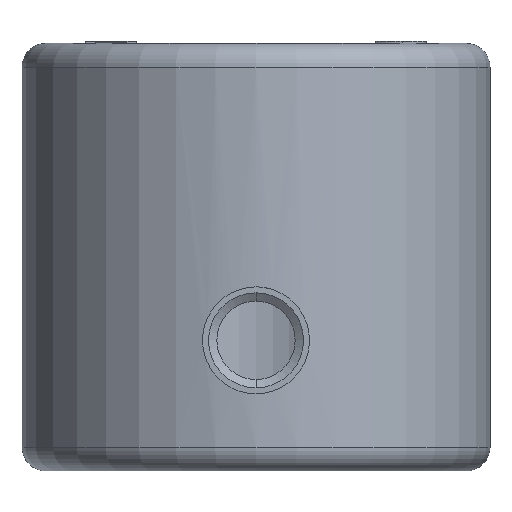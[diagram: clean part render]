
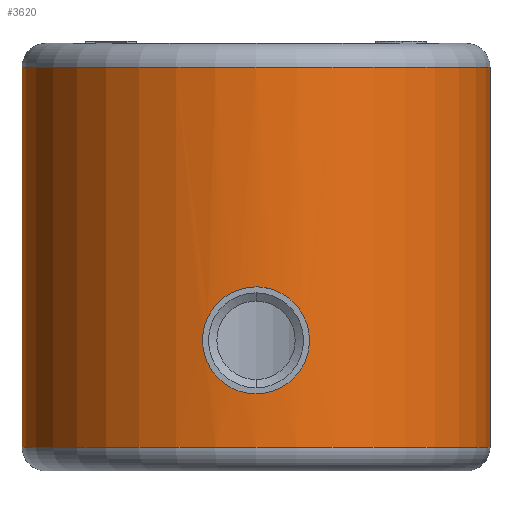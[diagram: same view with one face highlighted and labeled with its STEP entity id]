
A CAD part, front view. The second image highlights one B-rep face of the part: STEP entity #3620.
In plain terms, the highlighted cylindrical face has radius 9.85 mm (diameter 19.7 mm), a partial arc.
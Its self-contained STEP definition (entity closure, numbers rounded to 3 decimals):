
#140 = CIRCLE ( 'NONE', #4110, 9.85 ) ;
#240 = CIRCLE ( 'NONE', #3707, 9.85 ) ;
#253 = VECTOR ( 'NONE', #1618, 1000. ) ;
#254 = LINE ( 'NONE', #1332, #253 ) ;
#561 = ORIENTED_EDGE ( 'NONE', *, *, #3755, .F. ) ;
#672 = ORIENTED_EDGE ( 'NONE', *, *, #875, .T. ) ;
#693 = ORIENTED_EDGE ( 'NONE', *, *, #4008, .T. ) ;
#719 = EDGE_LOOP ( 'NONE', ( #561, #693, #672, #725 ) ) ;
#725 = ORIENTED_EDGE ( 'NONE', *, *, #3882, .T. ) ;
#749 = ORIENTED_EDGE ( 'NONE', *, *, #912, .F. ) ;
#761 = EDGE_LOOP ( 'NONE', ( #782, #749 ) ) ;
#782 = ORIENTED_EDGE ( 'NONE', *, *, #929, .F. ) ;
#875 = EDGE_CURVE ( 'NONE', #3324, #3330, #4272, .T. ) ;
#912 = EDGE_CURVE ( 'NONE', #3200, #3213, #4501, .T. ) ;
#929 = EDGE_CURVE ( 'NONE', #3213, #3200, #4497, .T. ) ;
#996 = FACE_BOUND ( 'NONE', #761, .T. ) ;
#1039 = CYLINDRICAL_SURFACE ( 'NONE', #4097, 9.85 ) ;
#1079 = FACE_OUTER_BOUND ( 'NONE', #719, .T. ) ;
#1332 = CARTESIAN_POINT ( 'NONE',  ( 9.85, 0., 18. ) ) ;
#1573 = CARTESIAN_POINT ( 'NONE',  ( 0., 0., 1. ) ) ;
#1587 = DIRECTION ( 'NONE',  ( 0., 0., 1. ) ) ;
#1588 = DIRECTION ( 'NONE',  ( 1., 0., 0. ) ) ;
#1618 = DIRECTION ( 'NONE',  ( 0., 0., -1. ) ) ;
#1644 = DIRECTION ( 'NONE',  ( -1., 0., 0. ) ) ;
#1862 = CARTESIAN_POINT ( 'NONE',  ( 0., 0., 17. ) ) ;
#1865 = DIRECTION ( 'NONE',  ( 0., 0., -1. ) ) ;
#1872 = DIRECTION ( 'NONE',  ( 1., 0., 0. ) ) ;
#1873 = CARTESIAN_POINT ( 'NONE',  ( 0., 0., 18. ) ) ;
#1973 = DIRECTION ( 'NONE',  ( 0., 0., -1. ) ) ;
#2596 = CARTESIAN_POINT ( 'NONE',  ( 1.135, -9.788, 7.464 ) ) ;
#2602 = CARTESIAN_POINT ( 'NONE',  ( 0.729, -9.824, 7.634 ) ) ;
#2603 = CARTESIAN_POINT ( 'NONE',  ( 1.385, -9.754, 7.297 ) ) ;
#2604 = CARTESIAN_POINT ( 'NONE',  ( 1.695, -9.704, 6.987 ) ) ;
#2610 = CARTESIAN_POINT ( 'NONE',  ( 2.25, -9.59, 5.202 ) ) ;
#2611 = CARTESIAN_POINT ( 'NONE',  ( 2.178, -9.606, 6.083 ) ) ;
#2612 = CARTESIAN_POINT ( 'NONE',  ( 0.998, -9.8, 3.478 ) ) ;
#2614 = CARTESIAN_POINT ( 'NONE',  ( 2.236, -9.593, 5.794 ) ) ;
#2615 = CARTESIAN_POINT ( 'NONE',  ( 0.591, -9.836, 3.309 ) ) ;
#2619 = CARTESIAN_POINT ( 'NONE',  ( 1.789, -9.687, 4.127 ) ) ;
#2620 = CARTESIAN_POINT ( 'NONE',  ( 1.374, -9.755, 3.712 ) ) ;
#2622 = CARTESIAN_POINT ( 'NONE',  ( 1.129, -9.786, 3.548 ) ) ;
#2625 = CARTESIAN_POINT ( 'NONE',  ( 2.135, -9.616, 6.226 ) ) ;
#2626 = CARTESIAN_POINT ( 'NONE',  ( 1.694, -9.704, 4.012 ) ) ;
#2630 = CARTESIAN_POINT ( 'NONE',  ( 1.486, -9.738, 3.805 ) ) ;
#2631 = CARTESIAN_POINT ( 'NONE',  ( 1.953, -9.655, 6.627 ) ) ;
#2632 = CARTESIAN_POINT ( 'NONE',  ( 1.951, -9.655, 4.37 ) ) ;
#2634 = CARTESIAN_POINT ( 'NONE',  ( 2.021, -9.641, 4.499 ) ) ;
#2636 = CARTESIAN_POINT ( 'NONE',  ( 2.191, -9.604, 4.909 ) ) ;
#2638 = CARTESIAN_POINT ( 'NONE',  ( 2.022, -9.64, 6.498 ) ) ;
#2639 = CARTESIAN_POINT ( 'NONE',  ( 2.25, -9.59, 5.648 ) ) ;
#2644 = CARTESIAN_POINT ( 'NONE',  ( 0.586, -9.834, 7.677 ) ) ;
#2645 = CARTESIAN_POINT ( 'NONE',  ( 0.296, -9.847, 7.735 ) ) ;
#2646 = CARTESIAN_POINT ( 'NONE',  ( 0.149, -9.85, 7.75 ) ) ;
#2647 = CARTESIAN_POINT ( 'NONE',  ( 0., -9.85, 7.75 ) ) ;
#2667 = CARTESIAN_POINT ( 'NONE',  ( 0.294, -9.85, 3.25 ) ) ;
#2671 = CARTESIAN_POINT ( 'NONE',  ( 1.789, -9.686, 6.872 ) ) ;
#2700 = CARTESIAN_POINT ( 'NONE',  ( -0.149, -9.85, 7.75 ) ) ;
#2713 = CARTESIAN_POINT ( 'NONE',  ( -0.727, -9.824, 7.634 ) ) ;
#2718 = CARTESIAN_POINT ( 'NONE',  ( -1., -9.8, 7.521 ) ) ;
#2719 = CARTESIAN_POINT ( 'NONE',  ( -2.235, -9.593, 5.204 ) ) ;
#2720 = CARTESIAN_POINT ( 'NONE',  ( -1.488, -9.738, 7.194 ) ) ;
#2721 = CARTESIAN_POINT ( 'NONE',  ( -2.178, -9.606, 4.915 ) ) ;
#2722 = CARTESIAN_POINT ( 'NONE',  ( -2.25, -9.59, 5.354 ) ) ;
#2723 = CARTESIAN_POINT ( 'NONE',  ( -1.798, -9.687, 6.884 ) ) ;
#2724 = CARTESIAN_POINT ( 'NONE',  ( -1.373, -9.755, 7.289 ) ) ;
#2726 = CARTESIAN_POINT ( 'NONE',  ( -2.25, -9.59, 5.648 ) ) ;
#2728 = CARTESIAN_POINT ( 'NONE',  ( -1.373, -9.755, 3.712 ) ) ;
#2729 = CARTESIAN_POINT ( 'NONE',  ( -1.13, -9.786, 3.549 ) ) ;
#2730 = CARTESIAN_POINT ( 'NONE',  ( -1.965, -9.653, 4.365 ) ) ;
#2731 = CARTESIAN_POINT ( 'NONE',  ( -0.296, -9.847, 7.735 ) ) ;
#2732 = CARTESIAN_POINT ( 'NONE',  ( -2.236, -9.593, 5.795 ) ) ;
#2734 = CARTESIAN_POINT ( 'NONE',  ( -0.998, -9.8, 3.478 ) ) ;
#2738 = CARTESIAN_POINT ( 'NONE',  ( -0.586, -9.834, 3.323 ) ) ;
#2739 = CARTESIAN_POINT ( 'NONE',  ( -0.297, -9.847, 3.265 ) ) ;
#2740 = CARTESIAN_POINT ( 'NONE',  ( -0.726, -9.824, 3.365 ) ) ;
#2742 = CARTESIAN_POINT ( 'NONE',  ( -2.135, -9.616, 4.774 ) ) ;
#2743 = CARTESIAN_POINT ( 'NONE',  ( -1.486, -9.738, 3.804 ) ) ;
#2744 = CARTESIAN_POINT ( 'NONE',  ( -1.8, -9.687, 4.117 ) ) ;
#2747 = CARTESIAN_POINT ( 'NONE',  ( -2.178, -9.606, 6.085 ) ) ;
#2763 = CARTESIAN_POINT ( 'NONE',  ( 0., -9.85, 3.25 ) ) ;
#2769 = CARTESIAN_POINT ( 'NONE',  ( -0.584, -9.834, 7.678 ) ) ;
#2771 = CARTESIAN_POINT ( 'NONE',  ( -0.147, -9.85, 3.25 ) ) ;
#2774 = CARTESIAN_POINT ( 'NONE',  ( -1.129, -9.786, 7.452 ) ) ;
#2777 = CARTESIAN_POINT ( 'NONE',  ( -2.134, -9.616, 6.228 ) ) ;
#2778 = CARTESIAN_POINT ( 'NONE',  ( -1.966, -9.653, 6.633 ) ) ;
#2780 = CARTESIAN_POINT ( 'NONE',  ( 0., -9.85, 7.75 ) ) ;
#2789 = CARTESIAN_POINT ( 'NONE',  ( -9.85, 0., 1. ) ) ;
#2793 = CARTESIAN_POINT ( 'NONE',  ( -9.85, 0., 17. ) ) ;
#2829 = CARTESIAN_POINT ( 'NONE',  ( 0., -9.85, 3.25 ) ) ;
#2834 = CARTESIAN_POINT ( 'NONE',  ( 9.85, 0., 17. ) ) ;
#2859 = CARTESIAN_POINT ( 'NONE',  ( 9.85, 0., 1. ) ) ;
#2945 = CARTESIAN_POINT ( 'NONE',  ( 0., -9.85, 7.75 ) ) ;
#3029 = CARTESIAN_POINT ( 'NONE',  ( 0., -9.85, 3.25 ) ) ;
#3173 = VERTEX_POINT ( 'NONE', #2859 ) ;
#3200 = VERTEX_POINT ( 'NONE', #2829 ) ;
#3213 = VERTEX_POINT ( 'NONE', #2945 ) ;
#3267 = DIRECTION ( 'NONE',  ( 0., 0., -1. ) ) ;
#3324 = VERTEX_POINT ( 'NONE', #2793 ) ;
#3330 = VERTEX_POINT ( 'NONE', #2789 ) ;
#3364 = VERTEX_POINT ( 'NONE', #2834 ) ;
#3383 = CARTESIAN_POINT ( 'NONE',  ( -9.85, 0., 18. ) ) ;
#3620 = ADVANCED_FACE ( 'NONE', ( #1079, #996 ), #1039, .T. ) ;
#3707 = AXIS2_PLACEMENT_3D ( 'NONE', #1862, #1865, #1872 ) ;
#3755 = EDGE_CURVE ( 'NONE', #3364, #3173, #254, .T. ) ;
#3882 = EDGE_CURVE ( 'NONE', #3330, #3173, #140, .T. ) ;
#4008 = EDGE_CURVE ( 'NONE', #3364, #3324, #240, .T. ) ;
#4097 = AXIS2_PLACEMENT_3D ( 'NONE', #1873, #1973, #1644 ) ;
#4110 = AXIS2_PLACEMENT_3D ( 'NONE', #1573, #1587, #1588 ) ;
#4272 = LINE ( 'NONE', #3383, #4282 ) ;
#4282 = VECTOR ( 'NONE', #3267, 1000. ) ;
#4497 = B_SPLINE_CURVE_WITH_KNOTS ( 'NONE', 3,
 ( #2780, #2700, #2731, #2769, #2713, #2718, #2774, #2724, #2720, #2723, #2778, #2777, #2747, #2732, #2726, #2722, #2719, #2721, #2742, #2730, #2744, #2743, #2728, #2729, #2734, #2740, #2738, #2739, #2771, #2763 ),
 .UNSPECIFIED., .F., .F.,
 ( 4, 2, 2, 2, 2, 2, 2, 2, 2, 2, 2, 2, 2, 2, 4 ),
 ( 0., 0., 0.001, 0.001, 0.002, 0.003, 0.003, 0.004, 0.004, 0.004, 0.005, 0.006, 0.006, 0.007, 0.007 ),
 .UNSPECIFIED. ) ;
#4501 = B_SPLINE_CURVE_WITH_KNOTS ( 'NONE', 3,
 ( #3029, #2667, #2615, #2612, #2622, #2620, #2630, #2626, #2619, #2632, #2634, #2636, #2610, #2639, #2614, #2611, #2625, #2638, #2631, #2671, #2604, #2603, #2596, #2602, #2644, #2645, #2646, #2647 ),
 .UNSPECIFIED., .F., .F.,
 ( 4, 2, 2, 2, 2, 2, 2, 2, 2, 2, 2, 2, 2, 4 ),
 ( 0.007, 0.008, 0.008, 0.009, 0.009, 0.01, 0.011, 0.011, 0.011, 0.012, 0.012, 0.013, 0.014, 0.014 ),
 .UNSPECIFIED. ) ;
